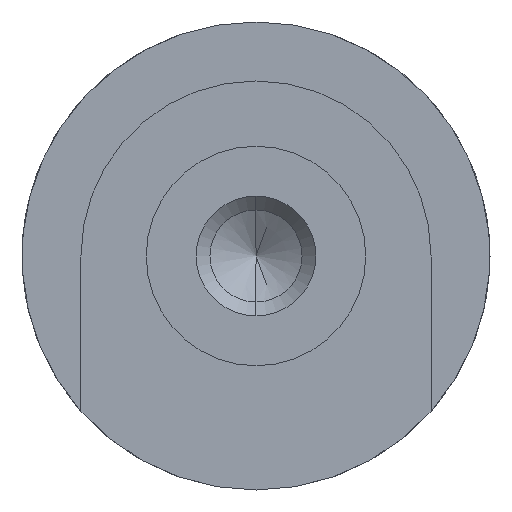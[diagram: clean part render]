
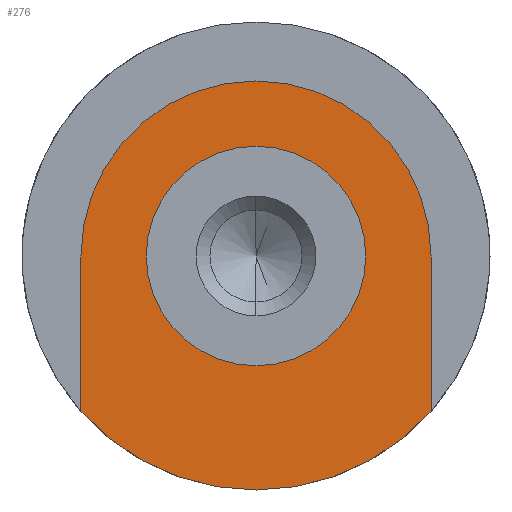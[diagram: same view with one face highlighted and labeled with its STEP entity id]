
A CAD part, left-side view. The second image highlights one B-rep face of the part: STEP entity #276.
In plain terms, the highlighted planar face has unit normal (-1, 0, 0).
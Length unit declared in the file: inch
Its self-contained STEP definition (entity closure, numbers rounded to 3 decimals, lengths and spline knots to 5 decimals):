
#13 = ORIENTED_EDGE ( 'NONE', *, *, #219, .F. ) ;
#30 = VERTEX_POINT ( 'NONE', #343 ) ;
#73 = CARTESIAN_POINT ( 'NONE',  ( 0., 0.5, 0. ) ) ;
#75 = AXIS2_PLACEMENT_3D ( 'NONE', #275, #512, #841 ) ;
#124 = CARTESIAN_POINT ( 'NONE',  ( 0., 0.374, 0. ) ) ;
#125 = DIRECTION ( 'NONE',  ( 0., -1., 0. ) ) ;
#135 = LINE ( 'NONE', #836, #398 ) ;
#137 = DIRECTION ( 'NONE',  ( 0., 0., 1. ) ) ;
#138 = EDGE_CURVE ( 'NONE', #942, #856, #135, .T. ) ;
#159 = PLANE ( 'NONE',  #634 ) ;
#164 = DIRECTION ( 'NONE',  ( 0., 0., -1. ) ) ;
#181 = EDGE_LOOP ( 'NONE', ( #13, #1022 ) ) ;
#219 = EDGE_CURVE ( 'NONE', #948, #413, #866, .T. ) ;
#229 = FACE_OUTER_BOUND ( 'NONE', #262, .T. ) ;
#237 = CIRCLE ( 'NONE', #939, 0.5 ) ;
#240 = ORIENTED_EDGE ( 'NONE', *, *, #616, .T. ) ;
#262 = EDGE_LOOP ( 'NONE', ( #337, #725, #240, #501, #660 ) ) ;
#275 = CARTESIAN_POINT ( 'NONE',  ( 0., 0., 0. ) ) ;
#276 = ADVANCED_FACE ( 'NONE', ( #626, #229 ), #159, .F. ) ;
#283 = CARTESIAN_POINT ( 'NONE',  ( 0., 0.2345, 0. ) ) ;
#294 = CARTESIAN_POINT ( 'NONE',  ( 0., 0., 0. ) ) ;
#295 = DIRECTION ( 'NONE',  ( 0., 0., -1. ) ) ;
#309 = EDGE_CURVE ( 'NONE', #30, #367, #873, .T. ) ;
#337 = ORIENTED_EDGE ( 'NONE', *, *, #138, .T. ) ;
#343 = CARTESIAN_POINT ( 'NONE',  ( 0., -0.374, 0. ) ) ;
#362 = CARTESIAN_POINT ( 'NONE',  ( 0., 0., -0.5 ) ) ;
#363 = CARTESIAN_POINT ( 'NONE',  ( 0., 0., 0. ) ) ;
#366 = VECTOR ( 'NONE', #557, 39.37008 ) ;
#367 = VERTEX_POINT ( 'NONE', #581 ) ;
#398 = VECTOR ( 'NONE', #295, 39.37008 ) ;
#413 = VERTEX_POINT ( 'NONE', #827 ) ;
#481 = DIRECTION ( 'NONE',  ( 0., -1., 0. ) ) ;
#500 = AXIS2_PLACEMENT_3D ( 'NONE', #797, #700, #137 ) ;
#501 = ORIENTED_EDGE ( 'NONE', *, *, #309, .F. ) ;
#504 = EDGE_CURVE ( 'NONE', #30, #942, #520, .T. ) ;
#510 = EDGE_CURVE ( 'NONE', #413, #948, #1008, .T. ) ;
#512 = DIRECTION ( 'NONE',  ( -1., 0., 0. ) ) ;
#520 = CIRCLE ( 'NONE', #75, 0.374 ) ;
#545 = DIRECTION ( 'NONE',  ( 1., 0., 0. ) ) ;
#557 = DIRECTION ( 'NONE',  ( 0., 0., -1. ) ) ;
#581 = CARTESIAN_POINT ( 'NONE',  ( 0., -0.374, -0.33185 ) ) ;
#614 = DIRECTION ( 'NONE',  ( -1., 0., 0. ) ) ;
#616 = EDGE_CURVE ( 'NONE', #933, #367, #237, .T. ) ;
#622 = AXIS2_PLACEMENT_3D ( 'NONE', #363, #692, #125 ) ;
#626 = FACE_BOUND ( 'NONE', #181, .T. ) ;
#634 = AXIS2_PLACEMENT_3D ( 'NONE', #73, #545, #164 ) ;
#642 = CARTESIAN_POINT ( 'NONE',  ( 0., 0., 0. ) ) ;
#660 = ORIENTED_EDGE ( 'NONE', *, *, #504, .T. ) ;
#692 = DIRECTION ( 'NONE',  ( -1., 0., 0. ) ) ;
#700 = DIRECTION ( 'NONE',  ( -1., 0., 0. ) ) ;
#725 = ORIENTED_EDGE ( 'NONE', *, *, #1003, .T. ) ;
#728 = DIRECTION ( 'NONE',  ( -1., 0., 0. ) ) ;
#762 = CARTESIAN_POINT ( 'NONE',  ( 0., 0.374, -0.33185 ) ) ;
#797 = CARTESIAN_POINT ( 'NONE',  ( 0., 0., 0. ) ) ;
#827 = CARTESIAN_POINT ( 'NONE',  ( 0., -0.2345, 0. ) ) ;
#836 = CARTESIAN_POINT ( 'NONE',  ( 0., 0.374, 0. ) ) ;
#841 = DIRECTION ( 'NONE',  ( 0., -1., 0. ) ) ;
#856 = VERTEX_POINT ( 'NONE', #762 ) ;
#866 = CIRCLE ( 'NONE', #952, 0.2345 ) ;
#873 = LINE ( 'NONE', #959, #366 ) ;
#906 = CIRCLE ( 'NONE', #500, 0.5 ) ;
#933 = VERTEX_POINT ( 'NONE', #362 ) ;
#934 = DIRECTION ( 'NONE',  ( 0., 0., 1. ) ) ;
#939 = AXIS2_PLACEMENT_3D ( 'NONE', #294, #614, #934 ) ;
#942 = VERTEX_POINT ( 'NONE', #124 ) ;
#948 = VERTEX_POINT ( 'NONE', #283 ) ;
#952 = AXIS2_PLACEMENT_3D ( 'NONE', #642, #728, #481 ) ;
#959 = CARTESIAN_POINT ( 'NONE',  ( 0., -0.374, 0. ) ) ;
#1003 = EDGE_CURVE ( 'NONE', #856, #933, #906, .T. ) ;
#1008 = CIRCLE ( 'NONE', #622, 0.2345 ) ;
#1022 = ORIENTED_EDGE ( 'NONE', *, *, #510, .F. ) ;
